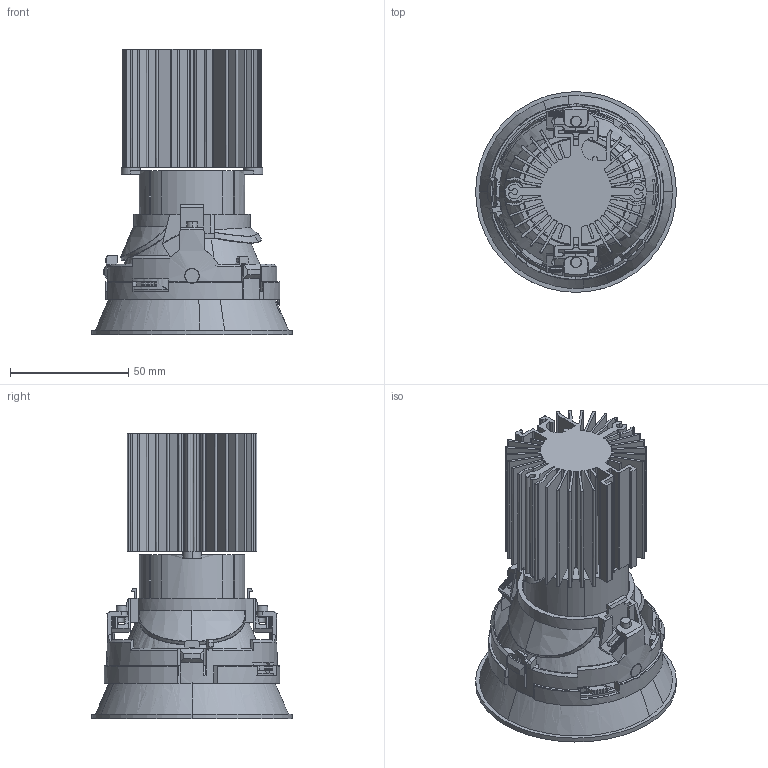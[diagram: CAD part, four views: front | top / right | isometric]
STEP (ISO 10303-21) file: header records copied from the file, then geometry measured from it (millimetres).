
FILE_DESCRIPTION(/* description */ (''),/* implementation_level */ '2;1');
FILE_NAME(/* name */ 'M257000_EVERYTHING 105 ROUND FIXED TRIMLESS',/* time_stamp */ '2018-04-09T15:27:35+02:00',/* author */ (''),/* organization */ (''),/* preprocessor_version */ 'ST-DEVELOPER v15',/* originating_system */ '',/* authorisation */ '');
FILE_SCHEMA (('CONFIG_CONTROL_DESIGN'));
Length unit declared in the file: metre
Products named in the file (1): Document
Bounding box: 85 x 85 x 121 mm (x, y, z)
Volume: 30026.1 mm3; surface area: 120198.3 mm2
Topology: 4 solids, 6 shells, 1020 faces, 3016 edges, 2001 vertices
Faces by surface type: plane 610, bspline 410
Entity records: 38339 total; most frequent: CARTESIAN_POINT 20319, ORIENTED_EDGE 5901, EDGE_CURVE 3016, VERTEX_POINT 2004, B_SPLINE_CURVE_WITH_KNOTS 1952, EDGE_LOOP 1093, ADVANCED_FACE 1019, FACE_OUTER_BOUND 1019
